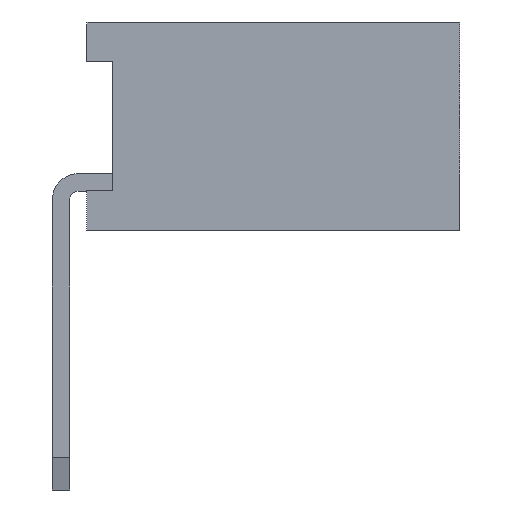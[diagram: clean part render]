
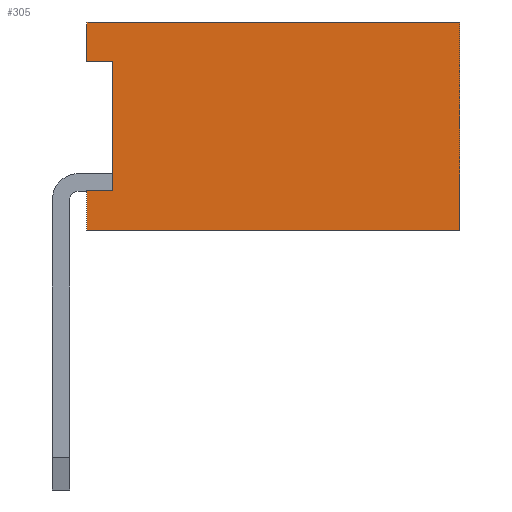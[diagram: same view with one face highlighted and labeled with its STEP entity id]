
A CAD part, left-side view. The second image highlights one B-rep face of the part: STEP entity #305.
In plain terms, the highlighted planar face has unit normal (-1, 0, 0).
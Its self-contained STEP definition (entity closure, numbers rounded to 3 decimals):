
#305=ADVANCED_FACE('',(#10909),#10911,.T.);
#10909=FACE_BOUND('',#10910,.T.);
#10910=EDGE_LOOP('',(#19361,#19362,#19363,#19364,#19365,#19366,#19367,#19368));
#10911=PLANE('',#10912);
#10912=AXIS2_PLACEMENT_3D('',#10913,#10914,#10915);
#10913=CARTESIAN_POINT('',(-1.,-4.6,0.));
#10914=DIRECTION('',(-1.,0.,0.));
#10915=DIRECTION('',(0.,0.,1.));
#19361=ORIENTED_EDGE('',*,*,#25685,.T.);
#19362=ORIENTED_EDGE('',*,*,#25769,.T.);
#19363=ORIENTED_EDGE('',*,*,#25606,.T.);
#19364=ORIENTED_EDGE('',*,*,#25768,.F.);
#19365=ORIENTED_EDGE('',*,*,#25770,.F.);
#19366=ORIENTED_EDGE('',*,*,#25771,.T.);
#19367=ORIENTED_EDGE('',*,*,#25772,.T.);
#19368=ORIENTED_EDGE('',*,*,#25763,.F.);
#25606=EDGE_CURVE('',#28818,#28815,#28819,.F.);
#25685=EDGE_CURVE('',#28976,#28974,#28977,.F.);
#25763=EDGE_CURVE('',#28976,#29125,#29126,.T.);
#25768=EDGE_CURVE('',#29132,#28815,#29134,.T.);
#25769=EDGE_CURVE('',#28974,#28818,#29135,.T.);
#25770=EDGE_CURVE('',#29136,#29132,#29137,.T.);
#25771=EDGE_CURVE('',#29136,#29138,#29139,.T.);
#25772=EDGE_CURVE('',#29138,#29125,#29140,.T.);
#28815=VERTEX_POINT('',#34093);
#28818=VERTEX_POINT('',#34098);
#28819=LINE('',#34099,#34100);
#28974=VERTEX_POINT('',#34410);
#28976=VERTEX_POINT('',#34414);
#28977=LINE('',#34415,#34416);
#29125=VERTEX_POINT('',#34719);
#29126=LINE('',#34720,#34721);
#29132=VERTEX_POINT('',#34734);
#29134=LINE('',#34738,#34739);
#29135=LINE('',#34741,#34742);
#29136=VERTEX_POINT('',#34744);
#29137=LINE('',#34745,#34746);
#29138=VERTEX_POINT('',#34748);
#29139=LINE('',#34749,#34750);
#29140=LINE('',#34752,#34753);
#34093=CARTESIAN_POINT('',(-1.,-0.3,0.45));
#34098=CARTESIAN_POINT('',(-1.,-0.6,0.45));
#34099=CARTESIAN_POINT('',(-1.,-0.3,0.45));
#34100=VECTOR('',#34101,1.);
#34101=DIRECTION('',(0.,-1.,0.));
#34410=CARTESIAN_POINT('',(-1.,-0.6,1.95));
#34414=CARTESIAN_POINT('',(-1.,-0.3,1.95));
#34415=CARTESIAN_POINT('',(-1.,-0.6,1.95));
#34416=VECTOR('',#34417,1.);
#34417=DIRECTION('',(0.,1.,0.));
#34719=CARTESIAN_POINT('',(-1.,-0.3,2.4));
#34720=CARTESIAN_POINT('',(-1.,-0.3,1.95));
#34721=VECTOR('',#34722,1.);
#34722=DIRECTION('',(0.,0.,1.));
#34734=CARTESIAN_POINT('',(-1.,-0.3,0.));
#34738=CARTESIAN_POINT('',(-1.,-0.3,0.));
#34739=VECTOR('',#34740,1.);
#34740=DIRECTION('',(0.,0.,1.));
#34741=CARTESIAN_POINT('',(-1.,-0.6,1.95));
#34742=VECTOR('',#34743,1.);
#34743=DIRECTION('',(0.,0.,-1.));
#34744=CARTESIAN_POINT('',(-1.,-4.6,0.));
#34745=CARTESIAN_POINT('',(-1.,-4.6,0.));
#34746=VECTOR('',#34747,1.);
#34747=DIRECTION('',(0.,1.,0.));
#34748=CARTESIAN_POINT('',(-1.,-4.6,2.4));
#34749=CARTESIAN_POINT('',(-1.,-4.6,0.));
#34750=VECTOR('',#34751,1.);
#34751=DIRECTION('',(0.,0.,1.));
#34752=CARTESIAN_POINT('',(-1.,-4.6,2.4));
#34753=VECTOR('',#34754,1.);
#34754=DIRECTION('',(0.,1.,0.));
